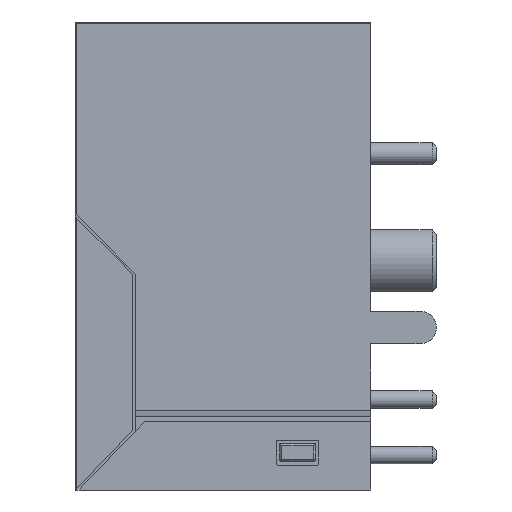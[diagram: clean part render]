
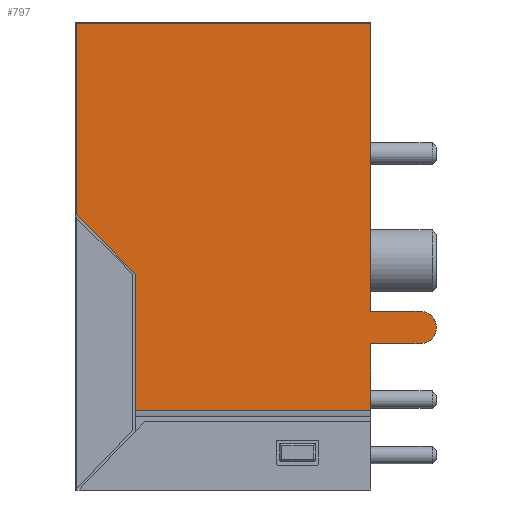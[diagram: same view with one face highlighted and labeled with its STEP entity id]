
A CAD part, left-side view. The second image highlights one B-rep face of the part: STEP entity #797.
In plain terms, the highlighted planar face has unit normal (-1, 0, 0).
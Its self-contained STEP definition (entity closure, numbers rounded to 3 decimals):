
#797=ADVANCED_FACE('NONE',(#2027),#2028,.T.);
#2027=FACE_OUTER_BOUND('',#3765,.T.);
#2028=PLANE('',#3766);
#3765=EDGE_LOOP('',(#8709,#8710,#8711,#8712,#8713,#8714,#8715,#8716,#8717,#8718));
#3766=AXIS2_PLACEMENT_3D('',#8719,#8720,#8721);
#8709=ORIENTED_EDGE('',*,*,#13029,.F.);
#8710=ORIENTED_EDGE('',*,*,#13042,.T.);
#8711=ORIENTED_EDGE('',*,*,#13043,.T.);
#8712=ORIENTED_EDGE('',*,*,#13044,.T.);
#8713=ORIENTED_EDGE('',*,*,#13045,.T.);
#8714=ORIENTED_EDGE('',*,*,#13046,.T.);
#8715=ORIENTED_EDGE('',*,*,#13047,.T.);
#8716=ORIENTED_EDGE('',*,*,#13048,.T.);
#8717=ORIENTED_EDGE('',*,*,#13049,.T.);
#8718=ORIENTED_EDGE('',*,*,#13040,.F.);
#8719=CARTESIAN_POINT('',(0.,-13.5,-21.4));
#8720=DIRECTION('',(-1.0,0.0,0.0));
#8721=DIRECTION('',(0.0,0.0,1.0));
#13029=EDGE_CURVE('',#15214,#15207,#15216,.T.);
#13040=EDGE_CURVE('',#15207,#15028,#15229,.T.);
#13042=EDGE_CURVE('NONE',#15214,#15231,#15232,.T.);
#13043=EDGE_CURVE('NONE',#15231,#15233,#15234,.T.);
#13044=EDGE_CURVE('NONE',#15233,#15235,#15236,.T.);
#13045=EDGE_CURVE('NONE',#15235,#15237,#15238,.T.);
#13046=EDGE_CURVE('NONE',#15237,#15239,#15240,.T.);
#13047=EDGE_CURVE('NONE',#15239,#15241,#15242,.T.);
#13048=EDGE_CURVE('NONE',#15241,#15243,#15244,.T.);
#13049=EDGE_CURVE('NONE',#15243,#15028,#15245,.T.);
#15028=VERTEX_POINT('',#17980);
#15207=VERTEX_POINT('',#18212);
#15214=VERTEX_POINT('',#18220);
#15216=LINE('',#18222,#18223);
#15229=LINE('',#18238,#18239);
#15231=VERTEX_POINT('NONE',#18241);
#15232=LINE('',#18242,#18243);
#15233=VERTEX_POINT('NONE',#18244);
#15234=LINE('',#18245,#18246);
#15235=VERTEX_POINT('NONE',#18247);
#15236=LINE('',#18248,#18249);
#15237=VERTEX_POINT('NONE',#18250);
#15238=LINE('',#18251,#18252);
#15239=VERTEX_POINT('NONE',#18253);
#15240=LINE('',#18254,#18255);
#15241=VERTEX_POINT('NONE',#18256);
#15242=CIRCLE('',#18257,0.75);
#15243=VERTEX_POINT('NONE',#18258);
#15244=LINE('',#18259,#18260);
#15245=LINE('',#18261,#18262);
#17980=CARTESIAN_POINT('',(0.,-13.5,-0.05));
#18212=CARTESIAN_POINT('',(0.,-0.05,-0.05));
#18220=CARTESIAN_POINT('',(0.,-0.05,-8.814));
#18222=CARTESIAN_POINT('',(0.,-0.05,-10.7));
#18223=VECTOR('',#27552,1000.0);
#18238=CARTESIAN_POINT('',(0.,-13.5,-0.05));
#18239=VECTOR('',#27567,1000.0);
#18241=CARTESIAN_POINT('',(0.,-2.72,-11.529));
#18242=CARTESIAN_POINT('',(0.,-12.956,-21.935));
#18243=VECTOR('',#27568,1000.0);
#18244=CARTESIAN_POINT('',(0.,-2.72,-17.748));
#18245=CARTESIAN_POINT('',(0.,-2.72,-21.4));
#18246=VECTOR('',#27569,1000.0);
#18247=CARTESIAN_POINT('',(0.,-13.5,-17.748));
#18248=CARTESIAN_POINT('',(0.,-13.5,-17.748));
#18249=VECTOR('',#27570,1000.0);
#18250=CARTESIAN_POINT('',(0.,-13.5,-14.72));
#18251=CARTESIAN_POINT('',(0.,-13.5,-21.4));
#18252=VECTOR('',#27571,1000.0);
#18253=CARTESIAN_POINT('',(0.,-15.75,-14.72));
#18254=CARTESIAN_POINT('',(0.,-13.5,-14.72));
#18255=VECTOR('',#27572,1000.0);
#18256=CARTESIAN_POINT('',(0.,-15.75,-13.22));
#18257=AXIS2_PLACEMENT_3D('',#27573,#27574,#27575);
#18258=CARTESIAN_POINT('',(0.,-13.5,-13.22));
#18259=CARTESIAN_POINT('',(0.,-15.75,-13.22));
#18260=VECTOR('',#27576,1000.0);
#18261=CARTESIAN_POINT('',(0.,-13.5,-21.4));
#18262=VECTOR('',#27577,1000.0);
#27552=DIRECTION('',(0.0,0.0,1.0));
#27567=DIRECTION('',(0.0,-1.0,0.0));
#27568=DIRECTION('',(0.0,-0.701,-0.713));
#27569=DIRECTION('',(0.0,0.0,-1.0));
#27570=DIRECTION('',(0.0,-1.0,0.0));
#27571=DIRECTION('',(0.0,0.0,1.0));
#27572=DIRECTION('',(0.0,-1.0,0.));
#27573=CARTESIAN_POINT('',(0.,-15.75,-13.97));
#27574=DIRECTION('',(-1.0,0.0,0.0));
#27575=DIRECTION('',(0.0,0.0,1.0));
#27576=DIRECTION('',(0.0,1.0,0.0));
#27577=DIRECTION('',(0.0,0.0,1.0));
